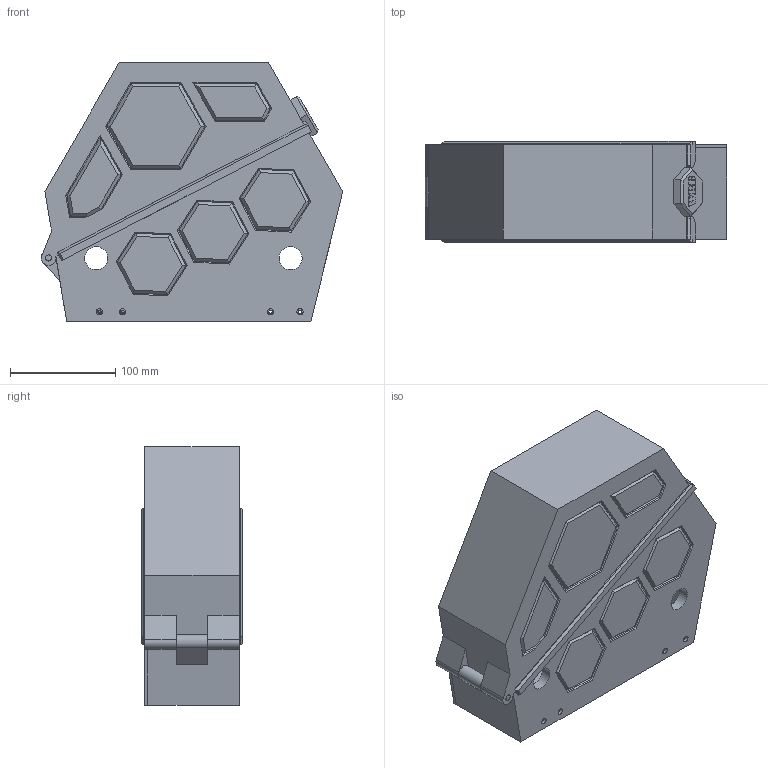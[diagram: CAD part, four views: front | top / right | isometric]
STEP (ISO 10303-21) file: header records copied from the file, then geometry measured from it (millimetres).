
FILE_DESCRIPTION(/* description */ (''),/* implementation_level */ '2;1');
FILE_NAME(/* name */ 'WinchRack_Box_2Drive v2.3.step',/* time_stamp */ '2024-05-30T16:30:33+08:00',/* author */ (''),/* organization */ (''),/* preprocessor_version */ 'ST-DEVELOPER v20',/* originating_system */ 'Autodesk Translation Framework v13.14.0.145',/* authorisation */ '');
FILE_SCHEMA (('AUTOMOTIVE_DESIGN { 1 0 10303 214 3 1 1 }'));
Length unit declared in the file: millimetre
Products named in the file (13): WinchRack_Box_2Drive; WinchRackBox; knob; Bottom-Left; Body-left-panel; Pin (Placeholder); Body-Right; Body-Right-Panel; Top; Hinge; TopInsertPanels; wrb_buffer_rail; BufferRail_New
Assembly tree (12 placements, depth 4):
  WinchRack_Box_2Drive
    WinchRackBox
      knob
      Bottom-Left
        Body-left-panel
      Pin (Placeholder)
      Body-Right
        Body-Right-Panel
      Top
      Hinge
      TopInsertPanels
    wrb_buffer_rail
      BufferRail_New
Bounding box: 286.91 x 96 x 246.02 mm (x, y, z)
Volume: 944841.9 mm3; surface area: 528353.3 mm2
Topology: 12 solids, 12 shells, 1208 faces, 3192 edges, 2082 vertices
Faces by surface type: plane 869, bspline 214, cylinder 106, cone 19
Full cylindrical faces by diameter (mm): 2.8 x4, 3 x2, 3.1 x4, 3.2 x8, 3.3 x7, 3.5 x5, 4 x1, 4.2 x2, 4.6 x1, 4.7 x2, 5 x4, 5.8 x3, 5.9 x12, 6.447 x1, 6.5 x4, 11.7 x1, 22 x4
Entity records: 40623 total; most frequent: CARTESIAN_POINT 11654, ORIENTED_EDGE 6384, DIRECTION 4916, EDGE_CURVE 3192, LINE 2364, VECTOR 2364, VERTEX_POINT 2082, EDGE_LOOP 1412
